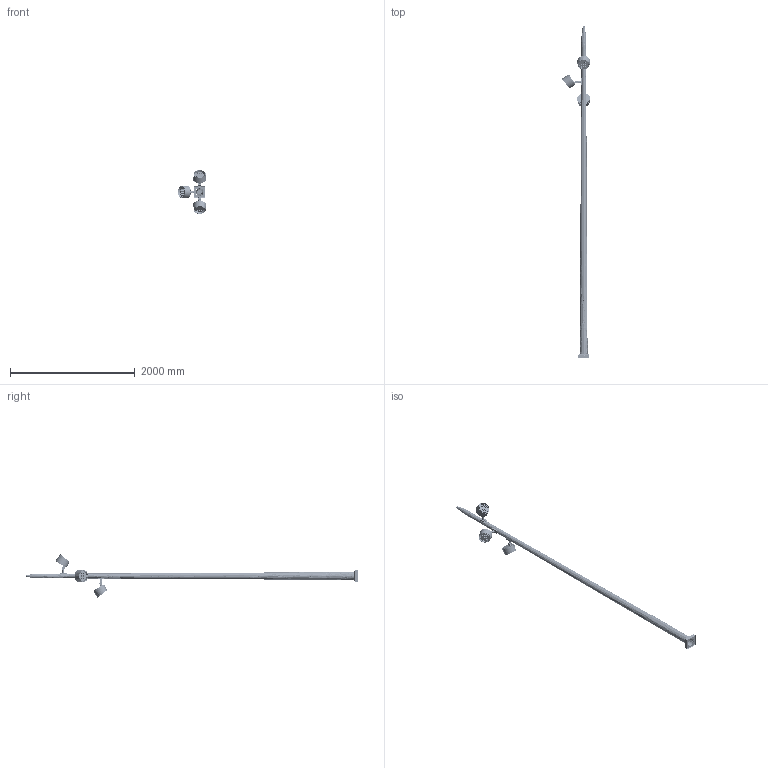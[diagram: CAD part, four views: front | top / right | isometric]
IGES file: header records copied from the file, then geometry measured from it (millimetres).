
Start section: SolidWorks IGES file using analytic representation for surfaces
Global section: file name: cona-3Ï(45)-5-(Ê170-130-4õ14)-ö+ïî.IGS; native system: SolidWorks 2020; preprocessor: SolidWorks 2020; author: Åêàòåðèíà; date: 210707.160741; units: millimetre
Bounding box: 453.28 x 5317.5 x 699.18 mm (x, y, z)
Surface area: 4361117.5 mm2 (no closed solid volume)
Topology: 0 solids, 0 shells, 6501 faces, 54923 edges, 54823 vertices
Faces by surface type: bspline 5471, revolution 1030
